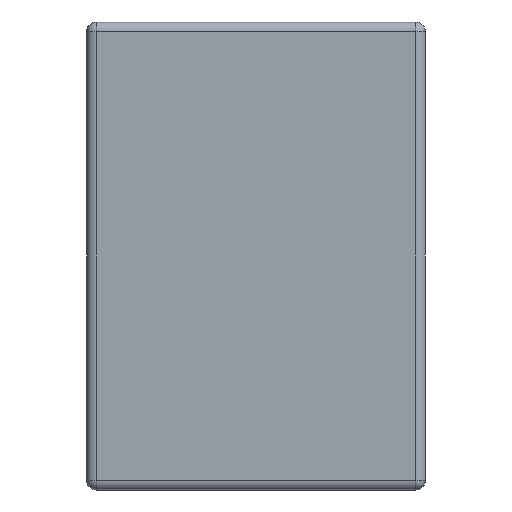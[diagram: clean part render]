
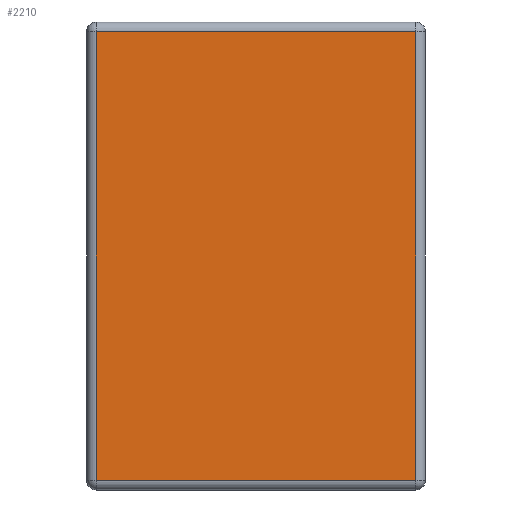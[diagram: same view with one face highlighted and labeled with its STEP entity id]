
A CAD part, left-side view. The second image highlights one B-rep face of the part: STEP entity #2210.
In plain terms, the highlighted planar face has unit normal (-1, 0, 0).
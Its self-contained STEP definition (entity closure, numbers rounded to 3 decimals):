
#247 = CARTESIAN_POINT ( 'NONE',  ( 0., 0., -1.42 ) ) ;
#375 = EDGE_CURVE ( 'NONE', #3800, #2284, #4598, .T. ) ;
#410 = LINE ( 'NONE', #2517, #3823 ) ;
#424 = ORIENTED_EDGE ( 'NONE', *, *, #3433, .T. ) ;
#611 = EDGE_CURVE ( 'NONE', #1179, #3800, #4429, .T. ) ;
#630 = DIRECTION ( 'NONE',  ( -1., 0., 0. ) ) ;
#1179 = VERTEX_POINT ( 'NONE', #2833 ) ;
#1233 = CARTESIAN_POINT ( 'NONE',  ( 0., 1.02, -1.42 ) ) ;
#1601 = CARTESIAN_POINT ( 'NONE',  ( 0., 0., 0. ) ) ;
#1756 = CARTESIAN_POINT ( 'NONE',  ( 0., 0.03, -0.03 ) ) ;
#1788 = LINE ( 'NONE', #4663, #1968 ) ;
#1937 = CARTESIAN_POINT ( 'NONE',  ( 0., 1.02, -1.45 ) ) ;
#1968 = VECTOR ( 'NONE', #2865, 1000. ) ;
#2028 = VECTOR ( 'NONE', #2084, 1000. ) ;
#2084 = DIRECTION ( 'NONE',  ( 0., -1., 0. ) ) ;
#2210 = ADVANCED_FACE ( 'NONE', ( #2260 ), #2941, .T. ) ;
#2260 = FACE_OUTER_BOUND ( 'NONE', #4320, .T. ) ;
#2284 = VERTEX_POINT ( 'NONE', #3973 ) ;
#2293 = DIRECTION ( 'NONE',  ( 0., 0., -1. ) ) ;
#2320 = VERTEX_POINT ( 'NONE', #1756 ) ;
#2517 = CARTESIAN_POINT ( 'NONE',  ( 0., 0.03, 0. ) ) ;
#2522 = ORIENTED_EDGE ( 'NONE', *, *, #375, .T. ) ;
#2612 = AXIS2_PLACEMENT_3D ( 'NONE', #1601, #630, #3497 ) ;
#2700 = ORIENTED_EDGE ( 'NONE', *, *, #611, .T. ) ;
#2833 = CARTESIAN_POINT ( 'NONE',  ( 0., 1.02, -0.03 ) ) ;
#2865 = DIRECTION ( 'NONE',  ( 0., 1., 0. ) ) ;
#2924 = DIRECTION ( 'NONE',  ( 0., 0., 1. ) ) ;
#2941 = PLANE ( 'NONE',  #2612 ) ;
#3433 = EDGE_CURVE ( 'NONE', #2284, #2320, #410, .T. ) ;
#3497 = DIRECTION ( 'NONE',  ( 0., 0., 1. ) ) ;
#3748 = EDGE_CURVE ( 'NONE', #2320, #1179, #1788, .T. ) ;
#3800 = VERTEX_POINT ( 'NONE', #1233 ) ;
#3823 = VECTOR ( 'NONE', #2924, 1000. ) ;
#3973 = CARTESIAN_POINT ( 'NONE',  ( 0., 0.03, -1.42 ) ) ;
#4266 = ORIENTED_EDGE ( 'NONE', *, *, #3748, .T. ) ;
#4320 = EDGE_LOOP ( 'NONE', ( #2522, #424, #4266, #2700 ) ) ;
#4380 = VECTOR ( 'NONE', #2293, 1000. ) ;
#4429 = LINE ( 'NONE', #1937, #4380 ) ;
#4598 = LINE ( 'NONE', #247, #2028 ) ;
#4663 = CARTESIAN_POINT ( 'NONE',  ( 0., 1.05, -0.03 ) ) ;
